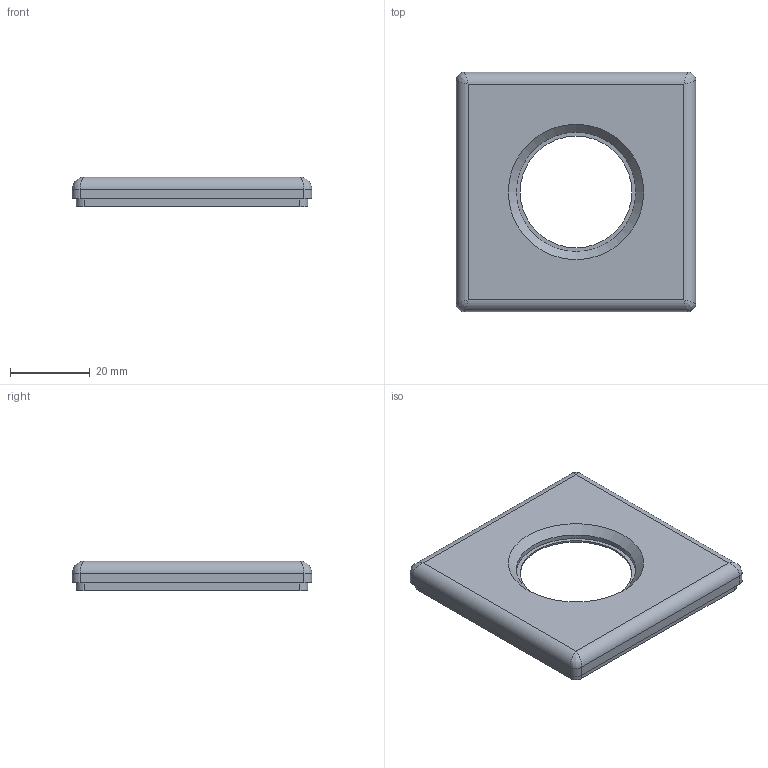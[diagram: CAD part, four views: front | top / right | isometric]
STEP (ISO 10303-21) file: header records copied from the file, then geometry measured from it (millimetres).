
FILE_DESCRIPTION(('FreeCAD Model'),'2;1');
FILE_NAME('top.step','2016-07-21T23:56:57',(''),(''), 'Open CASCADE STEP processor 6.8','FreeCAD','Unknown');
FILE_SCHEMA(('AUTOMOTIVE_DESIGN_CC2 { 1 2 10303 214 -1 1 5 4 }'));
Length unit declared in the file: millimetre
Products named in the file (2): ASSEMBLY; Fillet003
Assembly tree (1 placements, depth 2):
  ASSEMBLY
    Fillet003
Bounding box: 60 x 60 x 7.5 mm (x, y, z)
Volume: 5368.4 mm3; surface area: 9221.6 mm2
Topology: 1 solids, 1 shells, 43 faces, 101 edges, 60 vertices
Faces by surface type: cylinder 19, plane 18, bspline 4, cone 2
Full cylindrical faces by diameter (mm): 28.002 x1, 29.925 x1, 36 x1
Entity records: 3020 total; most frequent: CARTESIAN_POINT 1046, DIRECTION 362, LINE 205, VECTOR 205, ORIENTED_EDGE 194, PCURVE 194, DEFINITIONAL_REPRESENTATION 194, EDGE_CURVE 97
